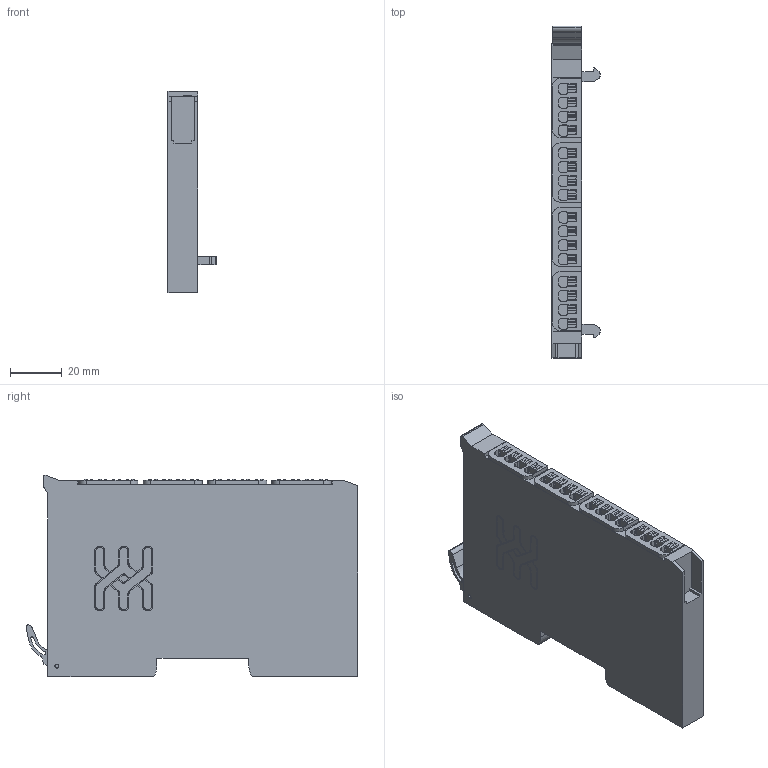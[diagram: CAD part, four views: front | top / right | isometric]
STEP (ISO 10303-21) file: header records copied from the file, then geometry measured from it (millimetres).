
FILE_DESCRIPTION(('CATIA V5R24 STEP','CAx-IF Rec.Pracs.--- Model Styling and Organization---1.2---2011-12-15'),'2;1');
FILE_NAME ('D1451222_0', '2017-04-27T11:11:38+00:00', ('Weidmueller Interface'), ('Weidmueller'), 'CATIA Version 5-6 Release 2014 SP4 HF52', 'CATIA V5 STEP AP214', 'none');
FILE_SCHEMA(('AUTOMOTIVE_DESIGN { 1 0 10303 214 1 1 1 1 }'));
Length unit declared in the file: millimetre
Products named in the file (1): v5-standard_part
Bounding box: 18.5 x 127.88 x 77.45 mm (x, y, z)
Volume: 99241.5 mm3; surface area: 27086.9 mm2
Topology: 18 solids, 18 shells, 633 faces, 1699 edges, 1132 vertices
Faces by surface type: plane 441, cylinder 192
Entity records: 19574 total; most frequent: CARTESIAN_POINT 3696, ORIENTED_EDGE 3398, DIRECTION 2940, EDGE_CURVE 1699, VECTOR 1315, LINE 1315, VERTEX_POINT 1132, AXIS2_PLACEMENT_3D 990
